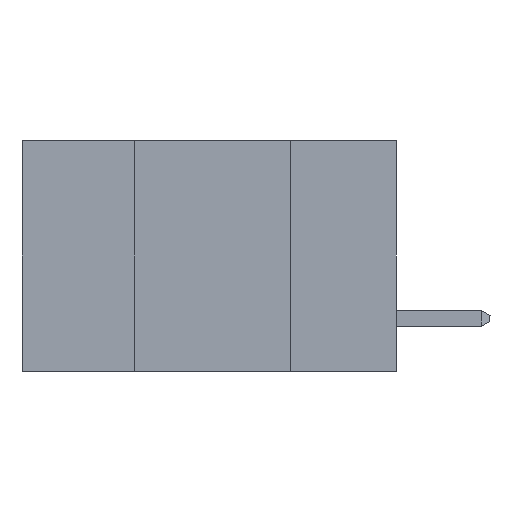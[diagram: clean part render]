
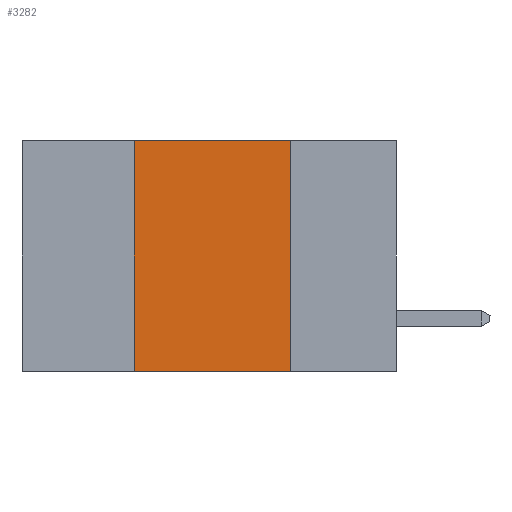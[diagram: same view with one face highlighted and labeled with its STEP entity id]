
A CAD part, left-side view. The second image highlights one B-rep face of the part: STEP entity #3282.
In plain terms, the highlighted planar face has unit normal (-1, 0, 0).
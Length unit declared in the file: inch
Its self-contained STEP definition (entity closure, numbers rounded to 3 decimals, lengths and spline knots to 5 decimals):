
#253 = VERTEX_POINT ( 'NONE', #9348 ) ;
#905 = DIRECTION ( 'NONE',  ( 0., -1., 0. ) ) ;
#1569 = DIRECTION ( 'NONE',  ( 0., 0., -1. ) ) ;
#1782 = LINE ( 'NONE', #20245, #10595 ) ;
#1833 = CARTESIAN_POINT ( 'NONE',  ( 0., 0.42, 0. ) ) ;
#2389 = LINE ( 'NONE', #17514, #14115 ) ;
#2521 = CARTESIAN_POINT ( 'NONE',  ( 0., 0.17, 0. ) ) ;
#3282 = ADVANCED_FACE ( 'NONE', ( #4498 ), #11302, .F. ) ;
#4172 = VECTOR ( 'NONE', #14970, 39.37008 ) ;
#4498 = FACE_OUTER_BOUND ( 'NONE', #9087, .T. ) ;
#6568 = CARTESIAN_POINT ( 'NONE',  ( 0., 0.42, -0.37 ) ) ;
#6908 = CARTESIAN_POINT ( 'NONE',  ( 0., 0.6, 0. ) ) ;
#6944 = DIRECTION ( 'NONE',  ( 0., 0., -1. ) ) ;
#7205 = EDGE_CURVE ( 'NONE', #20199, #14274, #8712, .T. ) ;
#7804 = CARTESIAN_POINT ( 'NONE',  ( 0., 0.17, -0.37 ) ) ;
#7966 = ORIENTED_EDGE ( 'NONE', *, *, #7205, .F. ) ;
#8333 = EDGE_CURVE ( 'NONE', #253, #20199, #8501, .T. ) ;
#8501 = LINE ( 'NONE', #6568, #4172 ) ;
#8712 = LINE ( 'NONE', #6908, #10882 ) ;
#8983 = EDGE_CURVE ( 'NONE', #14274, #21115, #1782, .T. ) ;
#9087 = EDGE_LOOP ( 'NONE', ( #16581, #7966, #18761, #10283 ) ) ;
#9348 = CARTESIAN_POINT ( 'NONE',  ( 0., 0.42, -0.37 ) ) ;
#9607 = DIRECTION ( 'NONE',  ( 1., 0., 0. ) ) ;
#9942 = EDGE_CURVE ( 'NONE', #253, #21115, #2389, .T. ) ;
#10283 = ORIENTED_EDGE ( 'NONE', *, *, #9942, .T. ) ;
#10595 = VECTOR ( 'NONE', #1569, 39.37008 ) ;
#10882 = VECTOR ( 'NONE', #905, 39.37008 ) ;
#11302 = PLANE ( 'NONE',  #14282 ) ;
#14115 = VECTOR ( 'NONE', #15964, 39.37008 ) ;
#14274 = VERTEX_POINT ( 'NONE', #2521 ) ;
#14282 = AXIS2_PLACEMENT_3D ( 'NONE', #18089, #9607, #6944 ) ;
#14970 = DIRECTION ( 'NONE',  ( 0., 0., 1. ) ) ;
#15964 = DIRECTION ( 'NONE',  ( 0., -1., 0. ) ) ;
#16581 = ORIENTED_EDGE ( 'NONE', *, *, #8983, .F. ) ;
#17514 = CARTESIAN_POINT ( 'NONE',  ( 0., 0.6, -0.37 ) ) ;
#18089 = CARTESIAN_POINT ( 'NONE',  ( 0., 0.6, 0. ) ) ;
#18761 = ORIENTED_EDGE ( 'NONE', *, *, #8333, .F. ) ;
#20199 = VERTEX_POINT ( 'NONE', #1833 ) ;
#20245 = CARTESIAN_POINT ( 'NONE',  ( 0., 0.17, -0.37 ) ) ;
#21115 = VERTEX_POINT ( 'NONE', #7804 ) ;
